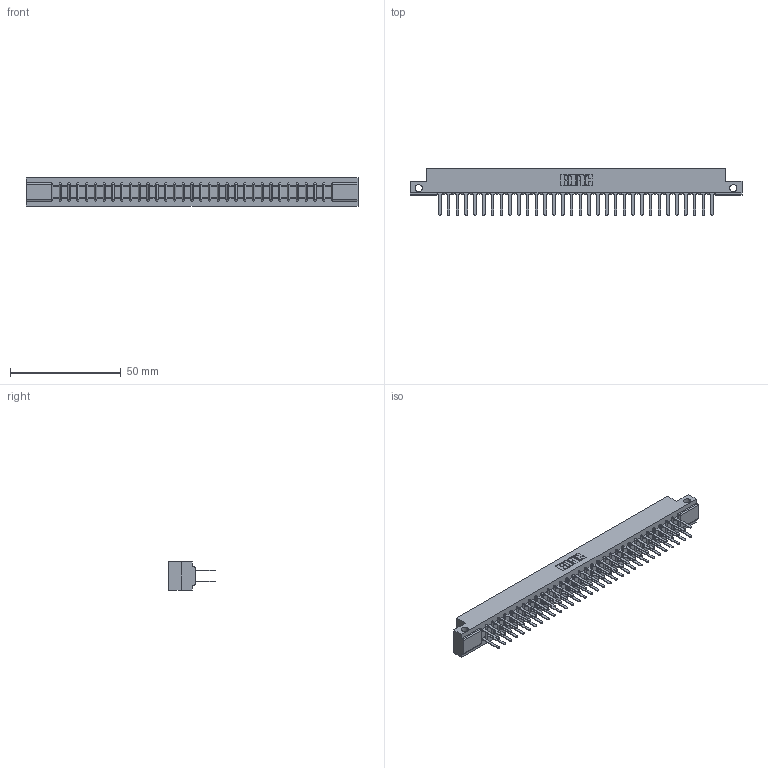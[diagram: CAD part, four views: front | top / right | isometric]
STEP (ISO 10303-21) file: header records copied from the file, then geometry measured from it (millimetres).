
FILE_DESCRIPTION (( 'STEP AP203' ), '1' );
FILE_NAME ('307-064-422-212.STEP', '2020-09-30T17:39:04', ( '' ), ( '' ), 'SwSTEP 2.0', 'SolidWorks 2020', '' );
FILE_SCHEMA (( 'CONFIG_CONTROL_DESIGN' ));
Length unit declared in the file: inch
Products named in the file (3): 307-290-001_522; 307 Part_.128 Dia Side Mounting Holes; 307-064-422-212
Assembly tree (65 placements, depth 2):
  307-064-422-212
    307 Part_.128 Dia Side Mounting Holes
    307-290-001_522  x64
Bounding box: 149.81 x 21.11 x 12.7 mm (x, y, z)
Volume: 15855.3 mm3; surface area: 19881.6 mm2
Topology: 65 solids, 65 shells, 3095 faces, 8643 edges, 5586 vertices
Faces by surface type: plane 2054, cylinder 975, sphere 66
Entity records: 29660 total; most frequent: CARTESIAN_POINT 4852, ORIENTED_EDGE 4806, DIRECTION 4757, EDGE_CURVE 2403, LINE 1839, VECTOR 1839, VERTEX_POINT 1554, AXIS2_PLACEMENT_3D 1459
